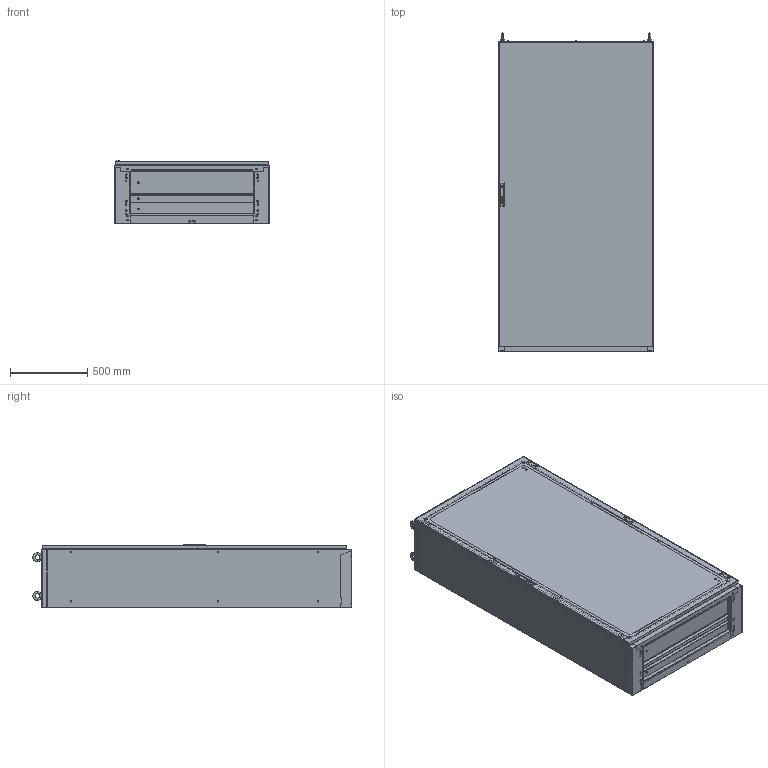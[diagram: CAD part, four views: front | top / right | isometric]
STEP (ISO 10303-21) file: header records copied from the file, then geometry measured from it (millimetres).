
FILE_DESCRIPTION (( 'STEP AP214' ), '1' );
FILE_NAME ('0390-1020-40-07.step', '2022-07-28T11:03:34', ( '' ), ( '' ), 'SwSTEP 2.0', 'SolidWorks 2019', '' );
FILE_SCHEMA (( 'AUTOMOTIVE_DESIGN' ));
Length unit declared in the file: millimetre
Products named in the file (5): Dachplatte_ss_0390-1000-40-07; Bodenplattensatz_s_0396-1000-40-03; TuerR_s_0395-1020-00-97; 0390-1020-40-07; Korpus_ss_1020-40
Assembly tree (4 placements, depth 2):
  0390-1020-40-07
    Korpus_ss_1020-40
    TuerR_s_0395-1020-00-97
    Dachplatte_ss_0390-1000-40-07
    Bodenplattensatz_s_0396-1000-40-03
Bounding box: 1000 x 2057.99 x 407.5 mm (x, y, z)
Volume: 13969825.5 mm3; surface area: 15619835.5 mm2
Topology: 42 solids, 42 shells, 4237 faces, 11166 edges, 7380 vertices
Faces by surface type: plane 2267, cylinder 1760, cone 172, torus 24, bspline 14
Entity records: 162270 total; most frequent: CARTESIAN_POINT 24791, DIRECTION 23130, ORIENTED_EDGE 22332, EDGE_CURVE 11166, AXIS2_PLACEMENT_3D 8011, VERTEX_POINT 7380, VECTOR 7108, LINE 7108
